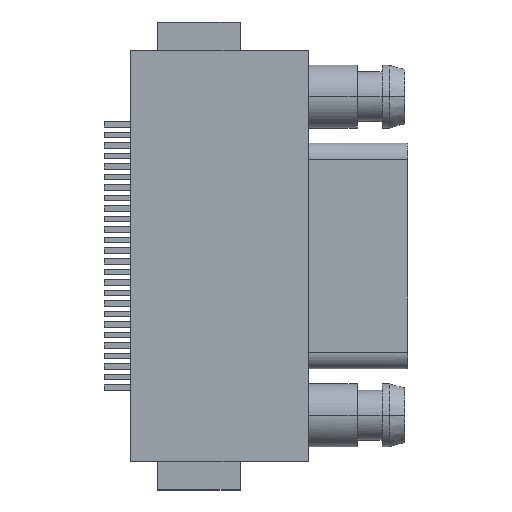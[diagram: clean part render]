
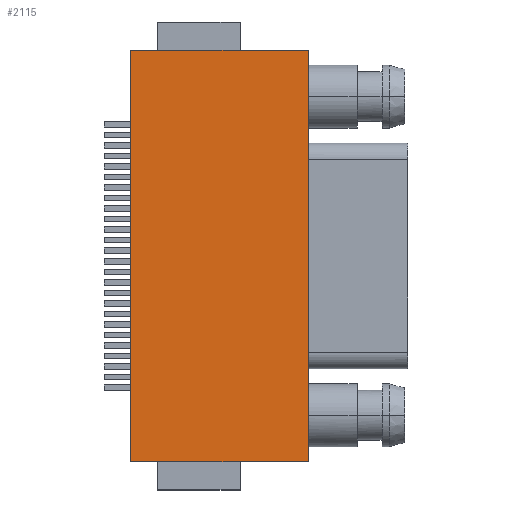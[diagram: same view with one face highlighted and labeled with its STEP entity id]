
A CAD part, top view. The second image highlights one B-rep face of the part: STEP entity #2115.
In plain terms, the highlighted planar face has unit normal (0, 0, 1).
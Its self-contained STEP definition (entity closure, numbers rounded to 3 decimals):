
#946=LINE('',#10265,#1765);
#950=LINE('',#10273,#1769);
#951=LINE('',#10275,#1770);
#953=LINE('',#10279,#1772);
#1765=VECTOR('',#8183,1.);
#1769=VECTOR('',#8189,1.);
#1770=VECTOR('',#8192,1.);
#1772=VECTOR('',#8196,1.);
#2115=ADVANCED_FACE('',(#2747),#2416,.T.);
#2416=PLANE('',#6709);
#2747=FACE_OUTER_BOUND('',#3094,.T.);
#3094=EDGE_LOOP('',(#4857,#4858,#4859,#4860));
#4857=ORIENTED_EDGE('',*,*,#6311,.T.);
#4858=ORIENTED_EDGE('',*,*,#6313,.T.);
#4859=ORIENTED_EDGE('',*,*,#6306,.T.);
#4860=ORIENTED_EDGE('',*,*,#6310,.T.);
#5427=VERTEX_POINT('',#10266);
#5428=VERTEX_POINT('',#10267);
#5429=VERTEX_POINT('',#10272);
#5430=VERTEX_POINT('',#10276);
#6306=EDGE_CURVE('',#5427,#5428,#946,.T.);
#6310=EDGE_CURVE('',#5428,#5429,#950,.T.);
#6311=EDGE_CURVE('',#5429,#5430,#951,.T.);
#6313=EDGE_CURVE('',#5430,#5427,#953,.T.);
#6709=AXIS2_PLACEMENT_3D('',#10281,#8199,#8200);
#8183=DIRECTION('',(1.,0.,0.));
#8189=DIRECTION('',(0.,1.,0.));
#8192=DIRECTION('',(-1.,0.,0.));
#8196=DIRECTION('',(0.,-1.,0.));
#8199=DIRECTION('',(0.,0.,1.));
#8200=DIRECTION('',(1.,0.,0.));
#10265=CARTESIAN_POINT('',(-5.35,0.,5.));
#10266=CARTESIAN_POINT('',(0.,0.,5.));
#10267=CARTESIAN_POINT('',(10.7,0.,5.));
#10272=CARTESIAN_POINT('',(10.7,24.8,5.));
#10273=CARTESIAN_POINT('',(10.7,-12.4,5.));
#10275=CARTESIAN_POINT('',(-5.35,24.8,5.));
#10276=CARTESIAN_POINT('',(0.,24.8,5.));
#10279=CARTESIAN_POINT('',(0.,-12.4,5.));
#10281=CARTESIAN_POINT('',(-5.35,-12.4,5.));
